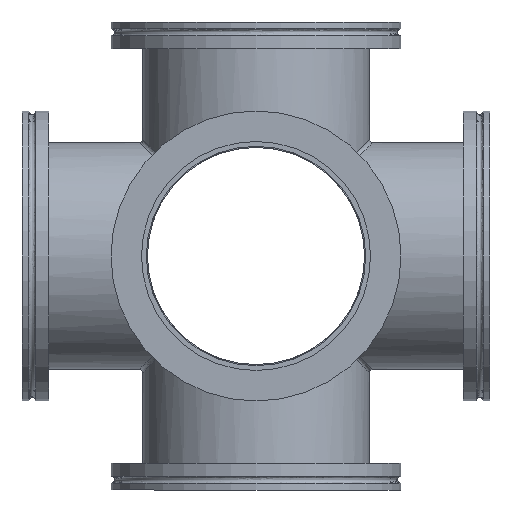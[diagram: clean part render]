
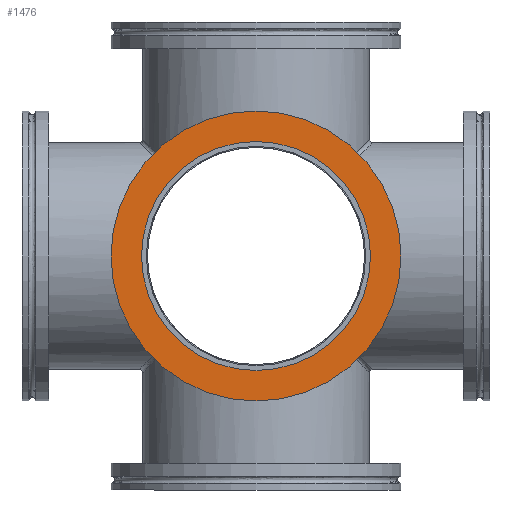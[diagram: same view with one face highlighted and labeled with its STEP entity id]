
A CAD part, left-side view. The second image highlights one B-rep face of the part: STEP entity #1476.
In plain terms, the highlighted face is planar.
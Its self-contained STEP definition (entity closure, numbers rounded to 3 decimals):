
#1468 = FACE_OUTER_BOUND ( 'NONE', #1635, .T. ) ;
#1476 = ADVANCED_FACE ( 'NONE', ( #10146, #1468 ), #2230, .T. ) ;
#1635 = EDGE_LOOP ( 'NONE', ( #7590 ) ) ;
#1667 = EDGE_LOOP ( 'NONE', ( #6705 ) ) ;
#2230 = PLANE ( 'NONE',  #3677 ) ;
#2511 = DIRECTION ( 'NONE',  ( 0., -1., 0. ) ) ;
#2534 = CIRCLE ( 'NONE', #4992, 51.35 ) ;
#2704 = CARTESIAN_POINT ( 'NONE',  ( 0., 11.9, -51.35 ) ) ;
#3643 = CARTESIAN_POINT ( 'NONE',  ( 0., 11.9, -65. ) ) ;
#3677 = AXIS2_PLACEMENT_3D ( 'NONE', #6738, #8505, #10361 ) ;
#4254 = DIRECTION ( 'NONE',  ( 0., 0., -1. ) ) ;
#4364 = VERTEX_POINT ( 'NONE', #2704 ) ;
#4589 = EDGE_CURVE ( 'NONE', #4364, #4364, #2534, .T. ) ;
#4992 = AXIS2_PLACEMENT_3D ( 'NONE', #10376, #2511, #4254 ) ;
#5993 = DIRECTION ( 'NONE',  ( 0., 1., 0. ) ) ;
#6705 = ORIENTED_EDGE ( 'NONE', *, *, #4589, .T. ) ;
#6738 = CARTESIAN_POINT ( 'NONE',  ( 65., 11.9, 0. ) ) ;
#7590 = ORIENTED_EDGE ( 'NONE', *, *, #10916, .T. ) ;
#7698 = CARTESIAN_POINT ( 'NONE',  ( 0., 11.9, 0. ) ) ;
#7773 = DIRECTION ( 'NONE',  ( 0., 0., -1. ) ) ;
#8505 = DIRECTION ( 'NONE',  ( 0., 1., 0. ) ) ;
#9076 = CIRCLE ( 'NONE', #10317, 65. ) ;
#10146 = FACE_BOUND ( 'NONE', #1667, .T. ) ;
#10317 = AXIS2_PLACEMENT_3D ( 'NONE', #7698, #5993, #7773 ) ;
#10361 = DIRECTION ( 'NONE',  ( 0., 0., 1. ) ) ;
#10376 = CARTESIAN_POINT ( 'NONE',  ( 0., 11.9, 0. ) ) ;
#10840 = VERTEX_POINT ( 'NONE', #3643 ) ;
#10916 = EDGE_CURVE ( 'NONE', #10840, #10840, #9076, .T. ) ;
